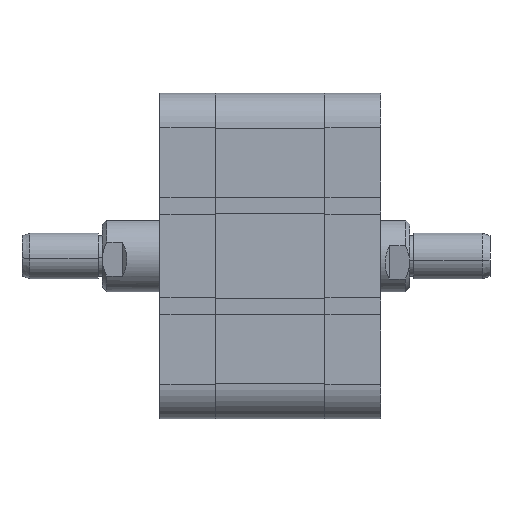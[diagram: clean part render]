
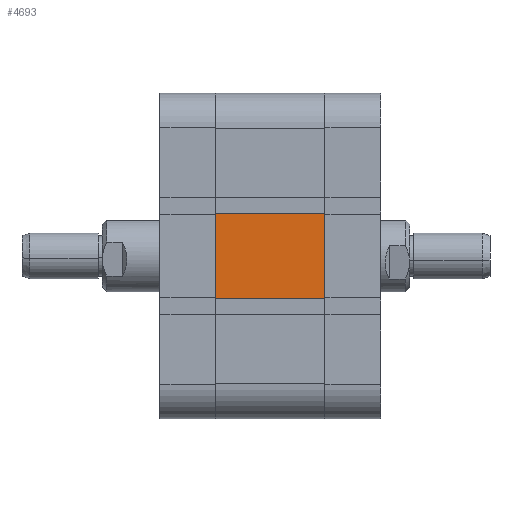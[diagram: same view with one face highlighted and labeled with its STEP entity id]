
A CAD part, front view. The second image highlights one B-rep face of the part: STEP entity #4693.
In plain terms, the highlighted planar face has unit normal (0, -1, 0).
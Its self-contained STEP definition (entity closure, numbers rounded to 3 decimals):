
#447 = EDGE_CURVE ( 'NONE', #12272, #15473, #14078, .T. ) ;
#943 = CARTESIAN_POINT ( 'NONE',  ( 38., -56.75, -56.75 ) ) ;
#1310 = CARTESIAN_POINT ( 'NONE',  ( 0., -56.75, -14.7 ) ) ;
#4463 = VECTOR ( 'NONE', #14851, 1000. ) ;
#4693 = ADVANCED_FACE ( 'NONE', ( #14622 ), #9410, .F. ) ;
#4855 = LINE ( 'NONE', #11773, #4463 ) ;
#5837 = DIRECTION ( 'NONE',  ( -1., 0., 0. ) ) ;
#5898 = LINE ( 'NONE', #7670, #17464 ) ;
#6052 = DIRECTION ( 'NONE',  ( 0., 1., 0. ) ) ;
#6372 = VECTOR ( 'NONE', #10130, 1000. ) ;
#6625 = VERTEX_POINT ( 'NONE', #17298 ) ;
#7451 = DIRECTION ( 'NONE',  ( 0., 0., -1. ) ) ;
#7670 = CARTESIAN_POINT ( 'NONE',  ( 0., -56.75, -56.75 ) ) ;
#9410 = PLANE ( 'NONE',  #14153 ) ;
#9742 = DIRECTION ( 'NONE',  ( 0., 0., 1. ) ) ;
#9836 = ORIENTED_EDGE ( 'NONE', *, *, #18796, .T. ) ;
#10130 = DIRECTION ( 'NONE',  ( 0., 0., -1. ) ) ;
#10916 = ORIENTED_EDGE ( 'NONE', *, *, #447, .F. ) ;
#11773 = CARTESIAN_POINT ( 'NONE',  ( 38.001, -56.75, 14.7 ) ) ;
#12011 = VERTEX_POINT ( 'NONE', #13826 ) ;
#12037 = VECTOR ( 'NONE', #5837, 1000. ) ;
#12272 = VERTEX_POINT ( 'NONE', #12701 ) ;
#12419 = EDGE_CURVE ( 'NONE', #12011, #12272, #13586, .T. ) ;
#12701 = CARTESIAN_POINT ( 'NONE',  ( 38., -56.75, -14.7 ) ) ;
#13003 = ORIENTED_EDGE ( 'NONE', *, *, #20546, .T. ) ;
#13586 = LINE ( 'NONE', #18720, #6372 ) ;
#13826 = CARTESIAN_POINT ( 'NONE',  ( 38., -56.75, 14.7 ) ) ;
#14078 = LINE ( 'NONE', #20875, #12037 ) ;
#14153 = AXIS2_PLACEMENT_3D ( 'NONE', #943, #6052, #9742 ) ;
#14622 = FACE_OUTER_BOUND ( 'NONE', #17273, .T. ) ;
#14851 = DIRECTION ( 'NONE',  ( -1., 0., 0. ) ) ;
#15473 = VERTEX_POINT ( 'NONE', #1310 ) ;
#16878 = ORIENTED_EDGE ( 'NONE', *, *, #12419, .F. ) ;
#17273 = EDGE_LOOP ( 'NONE', ( #13003, #9836, #10916, #16878 ) ) ;
#17298 = CARTESIAN_POINT ( 'NONE',  ( 0., -56.75, 14.7 ) ) ;
#17464 = VECTOR ( 'NONE', #7451, 1000. ) ;
#18720 = CARTESIAN_POINT ( 'NONE',  ( 38., -56.75, -56.75 ) ) ;
#18796 = EDGE_CURVE ( 'NONE', #6625, #15473, #5898, .T. ) ;
#20546 = EDGE_CURVE ( 'NONE', #12011, #6625, #4855, .T. ) ;
#20875 = CARTESIAN_POINT ( 'NONE',  ( 38.001, -56.75, -14.7 ) ) ;
